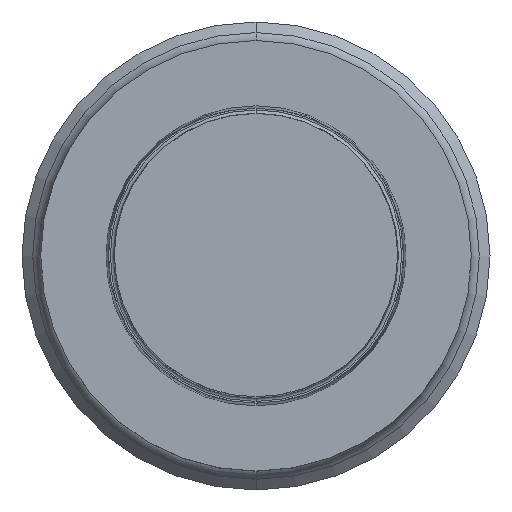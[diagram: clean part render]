
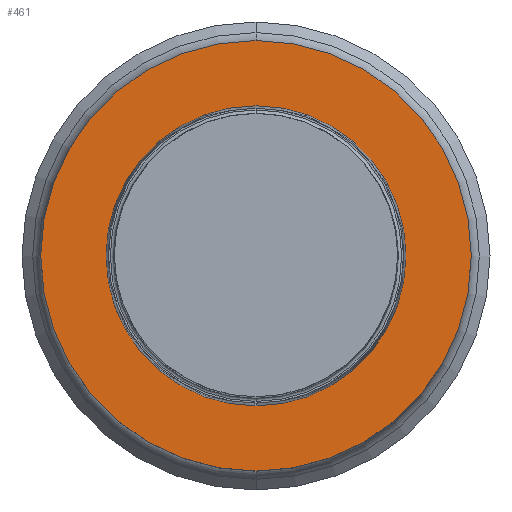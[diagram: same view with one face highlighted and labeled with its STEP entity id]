
A CAD part, top view. The second image highlights one B-rep face of the part: STEP entity #461.
In plain terms, the highlighted face is planar.
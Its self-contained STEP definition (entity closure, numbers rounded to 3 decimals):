
#128=CARTESIAN_POINT('',(0.,0.,0.));
#129=DIRECTION('',(0.,0.,-1.));
#130=DIRECTION('',(0.,1.,0.));
#131=AXIS2_PLACEMENT_3D('',#128,#129,#130);
#150=CARTESIAN_POINT('',(0.,0.,0.));
#151=DIRECTION('',(0.,0.,1.));
#152=DIRECTION('',(0.,1.,0.));
#153=AXIS2_PLACEMENT_3D('',#150,#151,#152);
#158=CARTESIAN_POINT('',(0.,0.,0.));
#159=DIRECTION('',(0.,0.,-1.));
#160=DIRECTION('',(0.,1.,0.));
#161=AXIS2_PLACEMENT_3D('',#158,#159,#160);
#166=CARTESIAN_POINT('',(0.,0.,0.));
#167=DIRECTION('',(0.,0.,1.));
#168=DIRECTION('',(0.,1.,0.));
#169=AXIS2_PLACEMENT_3D('',#166,#167,#168);
#289=CARTESIAN_POINT('',(0.,2.648,0.));
#291=VERTEX_POINT('',#289);
#292=CARTESIAN_POINT('',(0.,3.8,0.));
#294=VERTEX_POINT('',#292);
#309=CARTESIAN_POINT('',(0.,-2.648,0.));
#311=VERTEX_POINT('',#309);
#312=CARTESIAN_POINT('',(0.,-3.8,0.));
#314=VERTEX_POINT('',#312);
#446=CARTESIAN_POINT('',(0.,0.,0.));
#447=DIRECTION('',(0.,0.,-1.));
#448=DIRECTION('',(0.,-1.,0.));
#449=AXIS2_PLACEMENT_3D('',#446,#447,#448);
#450=PLANE('',#449);
#451=ORIENTED_EDGE('',*,*,#441,.T.);
#452=ORIENTED_EDGE('',*,*,#425,.F.);
#453=EDGE_LOOP('',(#451,#452));
#454=FACE_OUTER_BOUND('',#453,.F.);
#456=ORIENTED_EDGE('',*,*,#455,.T.);
#458=ORIENTED_EDGE('',*,*,#457,.F.);
#459=EDGE_LOOP('',(#456,#458));
#460=FACE_BOUND('',#459,.F.);
#461=ADVANCED_FACE('',(#454,#460),#450,.T.);
#132=CIRCLE('',#131,3.8);
#154=CIRCLE('',#153,3.8);
#162=CIRCLE('',#161,2.648);
#170=CIRCLE('',#169,2.648);
#425=EDGE_CURVE('',#294,#314,#132,.T.);
#441=EDGE_CURVE('',#294,#314,#154,.T.);
#455=EDGE_CURVE('',#291,#311,#162,.T.);
#457=EDGE_CURVE('',#291,#311,#170,.T.);
